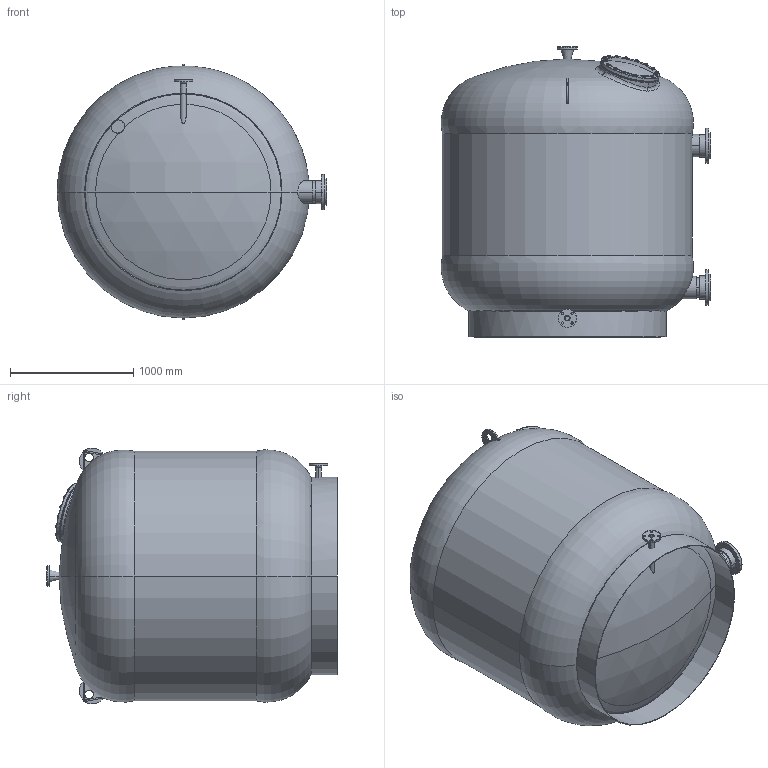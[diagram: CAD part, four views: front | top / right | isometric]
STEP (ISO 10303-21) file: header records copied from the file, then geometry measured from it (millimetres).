
FILE_DESCRIPTION (( 'STEP AP214' ), '1' );
FILE_NAME ('adriatics200c.STEP', '2020-11-05T15:08:43', ( '' ), ( '' ), 'SwSTEP 2.0', 'SolidWorks 2019', '' );
FILE_SCHEMA (( 'AUTOMOTIVE_DESIGN' ));
Length unit declared in the file: millimetre
Products named in the file (1): adriatics200c
Bounding box: 2183.09 x 2349.81 x 2073.86 mm (x, y, z)
Surface area: 37367535.7 mm2 (no closed solid volume)
Topology: 0 solids, 65 shells, 975 faces, 2186 edges, 1348 vertices
Faces by surface type: cylinder 388, plane 268, cone 216, torus 69, bspline 26, sphere 8
Entity records: 48098 total; most frequent: CARTESIAN_POINT 15188, DIRECTION 4665, ORIENTED_EDGE 4236, EDGE_CURVE 2150, AXIS2_PLACEMENT_3D 1990, VERTEX_POINT 1348, EDGE_LOOP 1202, CIRCLE 1040
